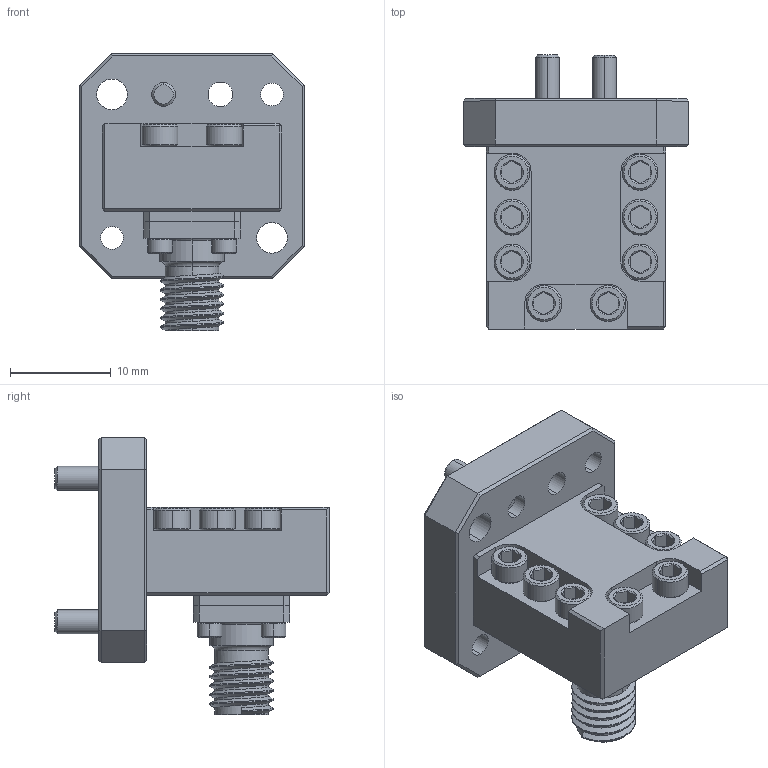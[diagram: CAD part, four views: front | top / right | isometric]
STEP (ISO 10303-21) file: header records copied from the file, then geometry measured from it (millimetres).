
FILE_DESCRIPTION (( 'STEP AP214' ), '1' );
FILE_NAME ('WC-180KR-WRD-2, Defeatured.STEP', '2022-08-24T20:29:27', ( '' ), ( '' ), 'SwSTEP 2.0', 'SolidWorks 2021', '' );
FILE_SCHEMA (( 'AUTOMOTIVE_DESIGN' ));
Length unit declared in the file: inch
Products named in the file (1): WC-180KR-WRD-2, Defeatured
Bounding box: 22.35 x 27.19 x 27.48 mm (x, y, z)
Volume: 5194.5 mm3; surface area: 3648.2 mm2
Topology: 8 solids, 16 shells, 482 faces, 1017 edges, 596 vertices
Faces by surface type: plane 212, cone 152, cylinder 111, torus 4, bspline 3
Entity records: 20083 total; most frequent: CARTESIAN_POINT 3483, DIRECTION 2220, ORIENTED_EDGE 2034, EDGE_CURVE 1017, AXIS2_PLACEMENT_3D 839, VERTEX_POINT 596, EDGE_LOOP 543, LINE 542
